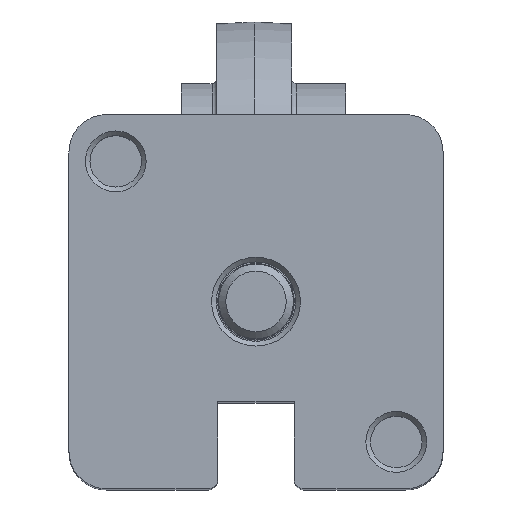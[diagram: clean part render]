
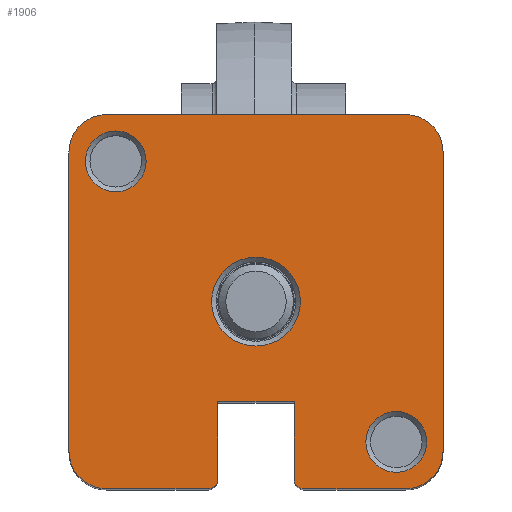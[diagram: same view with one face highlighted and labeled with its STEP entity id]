
A CAD part, top view. The second image highlights one B-rep face of the part: STEP entity #1906.
In plain terms, the highlighted planar face has unit normal (0, 0, 1).
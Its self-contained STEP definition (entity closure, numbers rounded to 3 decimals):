
#160=PLANE('',#2079);
#220=LINE('',#3016,#303);
#244=LINE('',#3084,#327);
#245=LINE('',#3095,#328);
#246=LINE('',#3098,#329);
#247=LINE('',#3103,#330);
#248=LINE('',#3107,#331);
#249=LINE('',#3109,#332);
#250=LINE('',#3110,#333);
#303=VECTOR('',#2354,32.);
#327=VECTOR('',#2424,32.);
#328=VECTOR('',#2435,10.9);
#329=VECTOR('',#2438,32.);
#330=VECTOR('',#2443,10.9);
#331=VECTOR('',#2446,8.3);
#332=VECTOR('',#2447,8.2);
#333=VECTOR('',#2448,8.3);
#409=FACE_BOUND('',#674,.T.);
#410=FACE_BOUND('',#675,.T.);
#411=FACE_BOUND('',#676,.T.);
#522=FACE_OUTER_BOUND('',#673,.T.);
#673=EDGE_LOOP('',(#1488,#1489,#1490,#1491,#1492,#1493,#1494,#1495,#1496,
#1497,#1498,#1499,#1500,#1501));
#674=EDGE_LOOP('',(#1502));
#675=EDGE_LOOP('',(#1503));
#676=EDGE_LOOP('',(#1504));
#897=CIRCLE('',#2050,4.);
#910=CIRCLE('',#2078,3.25);
#911=CIRCLE('',#2080,1.);
#912=CIRCLE('',#2081,4.);
#913=CIRCLE('',#2082,4.);
#914=CIRCLE('',#2083,4.);
#915=CIRCLE('',#2084,1.);
#916=CIRCLE('',#2085,4.75);
#917=CIRCLE('',#2086,3.25);
#1021=VERTEX_POINT('',#2997);
#1022=VERTEX_POINT('',#2999);
#1027=VERTEX_POINT('',#3012);
#1029=VERTEX_POINT('',#3015);
#1050=VERTEX_POINT('',#3082);
#1052=VERTEX_POINT('',#3088);
#1053=VERTEX_POINT('',#3091);
#1054=VERTEX_POINT('',#3092);
#1055=VERTEX_POINT('',#3094);
#1056=VERTEX_POINT('',#3096);
#1057=VERTEX_POINT('',#3100);
#1058=VERTEX_POINT('',#3102);
#1059=VERTEX_POINT('',#3104);
#1060=VERTEX_POINT('',#3106);
#1061=VERTEX_POINT('',#3108);
#1062=VERTEX_POINT('',#3111);
#1063=VERTEX_POINT('',#3113);
#1197=EDGE_CURVE('',#1021,#1022,#897,.T.);
#1204=EDGE_CURVE('',#1029,#1027,#220,.T.);
#1239=EDGE_CURVE('',#1021,#1050,#244,.T.);
#1241=EDGE_CURVE('',#1052,#1052,#910,.T.);
#1242=EDGE_CURVE('',#1053,#1054,#911,.T.);
#1243=EDGE_CURVE('',#1053,#1055,#245,.T.);
#1244=EDGE_CURVE('',#1056,#1055,#912,.T.);
#1245=EDGE_CURVE('',#1056,#1022,#246,.T.);
#1246=EDGE_CURVE('',#1029,#1050,#913,.T.);
#1247=EDGE_CURVE('',#1057,#1027,#914,.T.);
#1248=EDGE_CURVE('',#1057,#1058,#247,.T.);
#1249=EDGE_CURVE('',#1059,#1058,#915,.T.);
#1250=EDGE_CURVE('',#1059,#1060,#248,.T.);
#1251=EDGE_CURVE('',#1060,#1061,#249,.T.);
#1252=EDGE_CURVE('',#1061,#1054,#250,.T.);
#1253=EDGE_CURVE('',#1062,#1062,#916,.T.);
#1254=EDGE_CURVE('',#1063,#1063,#917,.T.);
#1488=ORIENTED_EDGE('',*,*,#1242,.F.);
#1489=ORIENTED_EDGE('',*,*,#1243,.T.);
#1490=ORIENTED_EDGE('',*,*,#1244,.F.);
#1491=ORIENTED_EDGE('',*,*,#1245,.T.);
#1492=ORIENTED_EDGE('',*,*,#1197,.F.);
#1493=ORIENTED_EDGE('',*,*,#1239,.T.);
#1494=ORIENTED_EDGE('',*,*,#1246,.F.);
#1495=ORIENTED_EDGE('',*,*,#1204,.T.);
#1496=ORIENTED_EDGE('',*,*,#1247,.F.);
#1497=ORIENTED_EDGE('',*,*,#1248,.T.);
#1498=ORIENTED_EDGE('',*,*,#1249,.F.);
#1499=ORIENTED_EDGE('',*,*,#1250,.T.);
#1500=ORIENTED_EDGE('',*,*,#1251,.T.);
#1501=ORIENTED_EDGE('',*,*,#1252,.T.);
#1502=ORIENTED_EDGE('',*,*,#1253,.F.);
#1503=ORIENTED_EDGE('',*,*,#1254,.F.);
#1504=ORIENTED_EDGE('',*,*,#1241,.F.);
#1906=ADVANCED_FACE('',(#522,#409,#410,#411),#160,.T.);
#2050=AXIS2_PLACEMENT_3D('',#3000,#2342,#2343);
#2078=AXIS2_PLACEMENT_3D('',#3089,#2429,#2430);
#2079=AXIS2_PLACEMENT_3D('',#3090,#2431,#2432);
#2080=AXIS2_PLACEMENT_3D('',#3093,#2433,#2434);
#2081=AXIS2_PLACEMENT_3D('',#3097,#2436,#2437);
#2082=AXIS2_PLACEMENT_3D('',#3099,#2439,#2440);
#2083=AXIS2_PLACEMENT_3D('',#3101,#2441,#2442);
#2084=AXIS2_PLACEMENT_3D('',#3105,#2444,#2445);
#2085=AXIS2_PLACEMENT_3D('',#3112,#2449,#2450);
#2086=AXIS2_PLACEMENT_3D('',#3114,#2451,#2452);
#2342=DIRECTION('center_axis',(0.,0.,-1.));
#2343=DIRECTION('ref_axis',(0.707,0.707,0.));
#2354=DIRECTION('',(0.,-1.,0.));
#2424=DIRECTION('',(-1.,0.,0.));
#2429=DIRECTION('center_axis',(0.,0.,1.));
#2430=DIRECTION('ref_axis',(-1.,0.,0.));
#2431=DIRECTION('center_axis',(0.,0.,1.));
#2432=DIRECTION('ref_axis',(1.,0.,0.));
#2433=DIRECTION('center_axis',(0.,0.,-1.));
#2434=DIRECTION('ref_axis',(-0.707,-0.707,0.));
#2435=DIRECTION('',(1.,0.,0.));
#2436=DIRECTION('center_axis',(0.,0.,-1.));
#2437=DIRECTION('ref_axis',(0.707,-0.707,0.));
#2438=DIRECTION('',(0.,1.,0.));
#2439=DIRECTION('center_axis',(0.,0.,-1.));
#2440=DIRECTION('ref_axis',(-0.707,0.707,0.));
#2441=DIRECTION('center_axis',(0.,0.,-1.));
#2442=DIRECTION('ref_axis',(-0.707,-0.707,0.));
#2443=DIRECTION('',(1.,0.,0.));
#2444=DIRECTION('center_axis',(0.,0.,-1.));
#2445=DIRECTION('ref_axis',(0.707,-0.707,0.));
#2446=DIRECTION('',(0.,1.,0.));
#2447=DIRECTION('',(1.,0.,0.));
#2448=DIRECTION('',(0.,-1.,0.));
#2449=DIRECTION('center_axis',(0.,0.,1.));
#2450=DIRECTION('ref_axis',(-1.,0.,0.));
#2451=DIRECTION('center_axis',(0.,0.,1.));
#2452=DIRECTION('ref_axis',(-1.,0.,0.));
#2997=CARTESIAN_POINT('',(16.,20.,40.));
#2999=CARTESIAN_POINT('',(20.,16.,40.));
#3000=CARTESIAN_POINT('Origin',(16.,16.,40.));
#3012=CARTESIAN_POINT('',(-20.,-16.,40.));
#3015=CARTESIAN_POINT('',(-20.,16.,40.));
#3016=CARTESIAN_POINT('',(-20.,20.,40.));
#3082=CARTESIAN_POINT('',(-16.,20.,40.));
#3084=CARTESIAN_POINT('',(20.,20.,40.));
#3088=CARTESIAN_POINT('',(18.25,-15.,40.));
#3089=CARTESIAN_POINT('Origin',(15.,-15.,40.));
#3090=CARTESIAN_POINT('Origin',(0.,0.,40.));
#3091=CARTESIAN_POINT('',(5.1,-20.,40.));
#3092=CARTESIAN_POINT('',(4.1,-19.,40.));
#3093=CARTESIAN_POINT('Origin',(5.1,-19.,40.));
#3094=CARTESIAN_POINT('',(16.,-20.,40.));
#3095=CARTESIAN_POINT('',(-20.,-20.,40.));
#3096=CARTESIAN_POINT('',(20.,-16.,40.));
#3097=CARTESIAN_POINT('Origin',(16.,-16.,40.));
#3098=CARTESIAN_POINT('',(20.,-20.,40.));
#3099=CARTESIAN_POINT('Origin',(-16.,16.,40.));
#3100=CARTESIAN_POINT('',(-16.,-20.,40.));
#3101=CARTESIAN_POINT('Origin',(-16.,-16.,40.));
#3102=CARTESIAN_POINT('',(-5.1,-20.,40.));
#3103=CARTESIAN_POINT('',(-20.,-20.,40.));
#3104=CARTESIAN_POINT('',(-4.1,-19.,40.));
#3105=CARTESIAN_POINT('Origin',(-5.1,-19.,40.));
#3106=CARTESIAN_POINT('',(-4.1,-10.7,40.));
#3107=CARTESIAN_POINT('',(-4.1,-10.,40.));
#3108=CARTESIAN_POINT('',(4.1,-10.7,40.));
#3109=CARTESIAN_POINT('',(-2.05,-10.7,40.));
#3110=CARTESIAN_POINT('',(4.1,-5.35,40.));
#3111=CARTESIAN_POINT('',(4.75,0.,40.));
#3112=CARTESIAN_POINT('Origin',(0.,0.,40.));
#3113=CARTESIAN_POINT('',(-11.75,15.,40.));
#3114=CARTESIAN_POINT('Origin',(-15.,15.,40.));
